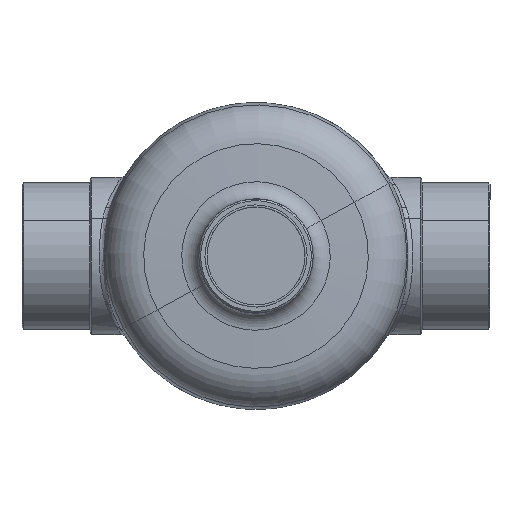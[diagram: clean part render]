
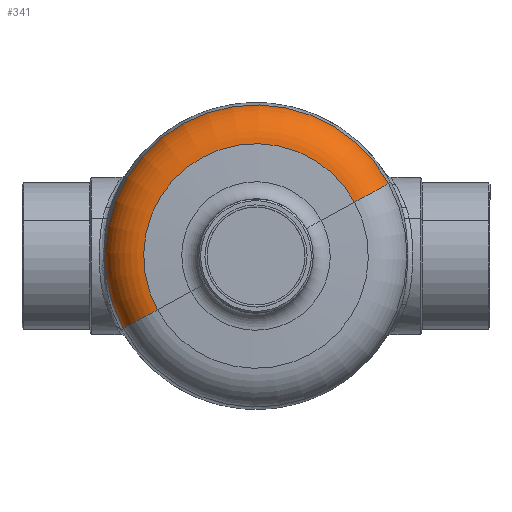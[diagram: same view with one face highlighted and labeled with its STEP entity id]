
A CAD part, front view. The second image highlights one B-rep face of the part: STEP entity #341.
In plain terms, the highlighted toroidal (fillet/blend) face has major radius 30.687 mm and minor radius 12 mm.
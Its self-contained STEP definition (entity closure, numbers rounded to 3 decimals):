
#277=CARTESIAN_POINT('Vertex',(-27.593,-36.51,-15.074)) ;
#284=CARTESIAN_POINT('Vertex',(27.593,-36.51,15.074)) ;
#299=CARTESIAN_POINT('Axis2P3D Location',(0.,-36.51,0.)) ;
#311=CARTESIAN_POINT('Axis2P3D Location',(0.,-24.534,0.)) ;
#316=CARTESIAN_POINT('Axis2P3D Location',(26.93,-24.534,14.712)) ;
#320=CARTESIAN_POINT('Vertex',(37.115,-27.585,20.276)) ;
#323=CARTESIAN_POINT('Axis2P3D Location',(0.,-27.585,0.)) ;
#327=CARTESIAN_POINT('Vertex',(-37.115,-27.585,-20.276)) ;
#330=CARTESIAN_POINT('Axis2P3D Location',(-26.93,-24.534,-14.712)) ;
#300=DIRECTION('Axis2P3D Direction',(0.,-1.,0.)) ;
#312=DIRECTION('Axis2P3D Direction',(0.,-1.,0.)) ;
#313=DIRECTION('Axis2P3D XDirection',(-0.878,0.,-0.479)) ;
#317=DIRECTION('Axis2P3D Direction',(0.479,0.,-0.878)) ;
#324=DIRECTION('Axis2P3D Direction',(0.,-1.,0.)) ;
#331=DIRECTION('Axis2P3D Direction',(-0.479,0.,0.878)) ;
#301=AXIS2_PLACEMENT_3D('Circle Axis2P3D',#299,#300,$) ;
#314=AXIS2_PLACEMENT_3D('Torus Axis2P3D',#311,#312,#313) ;
#318=AXIS2_PLACEMENT_3D('Circle Axis2P3D',#316,#317,$) ;
#325=AXIS2_PLACEMENT_3D('Circle Axis2P3D',#323,#324,$) ;
#332=AXIS2_PLACEMENT_3D('Circle Axis2P3D',#330,#331,$) ;
#302=CIRCLE('generated circle',#301,31.442) ;
#319=CIRCLE('generated circle',#318,12.) ;
#326=CIRCLE('generated circle',#325,42.293) ;
#333=CIRCLE('generated circle',#332,12.) ;
#315=TOROIDAL_SURFACE('homeo Torus',#314,30.687,12.) ;
#303=EDGE_CURVE('',#285,#278,#302,.T.) ;
#322=EDGE_CURVE('',#285,#321,#319,.F.) ;
#329=EDGE_CURVE('',#321,#328,#326,.T.) ;
#334=EDGE_CURVE('',#278,#328,#333,.F.) ;
#336=ORIENTED_EDGE('',*,*,#303,.F.) ;
#337=ORIENTED_EDGE('',*,*,#322,.T.) ;
#338=ORIENTED_EDGE('',*,*,#329,.T.) ;
#339=ORIENTED_EDGE('',*,*,#334,.F.) ;
#335=EDGE_LOOP('',(#336,#337,#338,#339)) ;
#278=VERTEX_POINT('',#277) ;
#285=VERTEX_POINT('',#284) ;
#321=VERTEX_POINT('',#320) ;
#328=VERTEX_POINT('',#327) ;
#341=ADVANCED_FACE('PartBody',(#340),#315,.T.) ;
#340=FACE_OUTER_BOUND('',#335,.T.) ;
